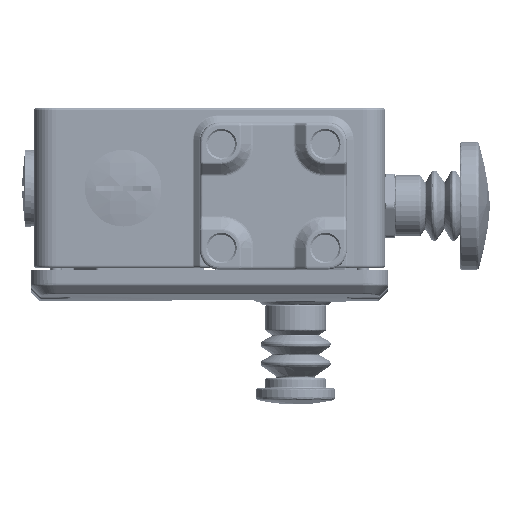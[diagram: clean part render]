
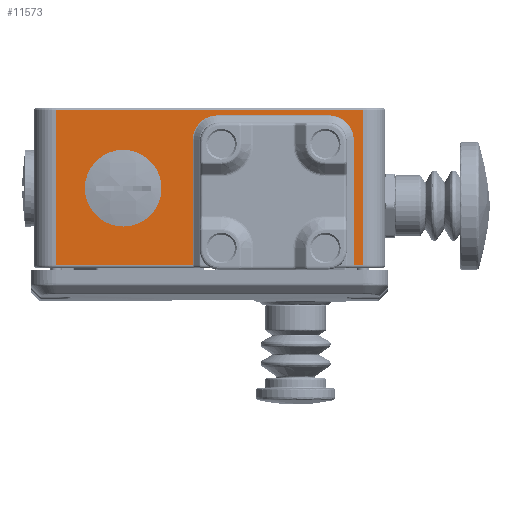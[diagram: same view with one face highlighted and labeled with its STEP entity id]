
A CAD part, left-side view. The second image highlights one B-rep face of the part: STEP entity #11573.
In plain terms, the highlighted face is planar.
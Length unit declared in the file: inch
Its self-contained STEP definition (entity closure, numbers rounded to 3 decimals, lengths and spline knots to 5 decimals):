
#626 = VERTEX_POINT ( 'NONE', #64746 ) ;
#1774 = CIRCLE ( 'NONE', #111252, 0.43307 ) ;
#2694 = ORIENTED_EDGE ( 'NONE', *, *, #113535, .F. ) ;
#3676 = FACE_BOUND ( 'NONE', #6141, .T. ) ;
#5095 = DIRECTION ( 'NONE',  ( 0., 0., -1. ) ) ;
#5166 = DIRECTION ( 'NONE',  ( 0., 1., 0. ) ) ;
#6141 = EDGE_LOOP ( 'NONE', ( #119753, #85540 ) ) ;
#7321 = EDGE_CURVE ( 'NONE', #9804, #62802, #45655, .T. ) ;
#7903 = DIRECTION ( 'NONE',  ( 0., 0., -1. ) ) ;
#9804 = VERTEX_POINT ( 'NONE', #113985 ) ;
#11573 = ADVANCED_FACE ( 'NONE', ( #3676, #60427 ), #48076, .F. ) ;
#14520 = EDGE_CURVE ( 'NONE', #93915, #23308, #114661, .T. ) ;
#17297 = DIRECTION ( 'NONE',  ( 0., 0., -1. ) ) ;
#19319 = DIRECTION ( 'NONE',  ( 1., 0., 0. ) ) ;
#20716 = CARTESIAN_POINT ( 'NONE',  ( 3.93701, 1.94094, 4.05512 ) ) ;
#23308 = VERTEX_POINT ( 'NONE', #23830 ) ;
#23830 = CARTESIAN_POINT ( 'NONE',  ( 3.93701, 0.02756, 0.27559 ) ) ;
#23843 = CARTESIAN_POINT ( 'NONE',  ( 3.93701, 1.94094, 3.94516 ) ) ;
#24458 = EDGE_CURVE ( 'NONE', #40177, #86095, #58619, .T. ) ;
#25280 = CIRCLE ( 'NONE', #48472, 0.30343 ) ;
#25470 = EDGE_CURVE ( 'NONE', #62802, #9804, #1774, .T. ) ;
#26982 = CIRCLE ( 'NONE', #136212, 0.30343 ) ;
#29080 = DIRECTION ( 'NONE',  ( 1., 0., 0. ) ) ;
#29746 = LINE ( 'NONE', #74180, #106649 ) ;
#36796 = DIRECTION ( 'NONE',  ( 0., -1., 0. ) ) ;
#37209 = EDGE_CURVE ( 'NONE', #75163, #93915, #63155, .T. ) ;
#38888 = DIRECTION ( 'NONE',  ( 1., 0., 0. ) ) ;
#40177 = VERTEX_POINT ( 'NONE', #20716 ) ;
#40524 = CARTESIAN_POINT ( 'NONE',  ( 3.93701, 0.3937, 1.96035 ) ) ;
#40558 = CARTESIAN_POINT ( 'NONE',  ( 3.93701, 1.94094, 0. ) ) ;
#41009 = ORIENTED_EDGE ( 'NONE', *, *, #139977, .F. ) ;
#44714 = CARTESIAN_POINT ( 'NONE',  ( 3.93701, 0.3937, 2.26378 ) ) ;
#45655 = CIRCLE ( 'NONE', #110656, 0.43307 ) ;
#48076 = PLANE ( 'NONE',  #64605 ) ;
#48472 = AXIS2_PLACEMENT_3D ( 'NONE', #108088, #19319, #107386 ) ;
#49576 = LINE ( 'NONE', #50997, #135715 ) ;
#50997 = CARTESIAN_POINT ( 'NONE',  ( 3.93701, 0., 4.05512 ) ) ;
#53413 = DIRECTION ( 'NONE',  ( 0., -1., 0. ) ) ;
#54135 = LINE ( 'NONE', #134126, #115630 ) ;
#54609 = CARTESIAN_POINT ( 'NONE',  ( 3.93701, 1.94094, 1.96035 ) ) ;
#57471 = CARTESIAN_POINT ( 'NONE',  ( 3.93701, 0.09027, 3.64173 ) ) ;
#58619 = LINE ( 'NONE', #126246, #122695 ) ;
#60427 = FACE_OUTER_BOUND ( 'NONE', #72369, .T. ) ;
#62802 = VERTEX_POINT ( 'NONE', #124023 ) ;
#62967 = VERTEX_POINT ( 'NONE', #57471 ) ;
#63155 = LINE ( 'NONE', #40558, #102344 ) ;
#63159 = DIRECTION ( 'NONE',  ( 1., 0., 0. ) ) ;
#64605 = AXIS2_PLACEMENT_3D ( 'NONE', #69925, #114290, #5095 ) ;
#64746 = CARTESIAN_POINT ( 'NONE',  ( 3.93701, 0.02756, 4.05512 ) ) ;
#66090 = ORIENTED_EDGE ( 'NONE', *, *, #91528, .F. ) ;
#66666 = CARTESIAN_POINT ( 'NONE',  ( 3.93701, 0.09027, 2.26378 ) ) ;
#67543 = VECTOR ( 'NONE', #124292, 39.37008 ) ;
#69925 = CARTESIAN_POINT ( 'NONE',  ( 3.93701, 0., 0. ) ) ;
#70371 = VECTOR ( 'NONE', #36796, 39.37008 ) ;
#72300 = ORIENTED_EDGE ( 'NONE', *, *, #112029, .F. ) ;
#72369 = EDGE_LOOP ( 'NONE', ( #79940, #72300, #75629, #92416, #41009, #2694, #131987, #66090, #110927, #133375 ) ) ;
#74180 = CARTESIAN_POINT ( 'NONE',  ( 3.93701, 0.09027, 0. ) ) ;
#74546 = CARTESIAN_POINT ( 'NONE',  ( 3.93701, 0.98425, 1.14173 ) ) ;
#75163 = VERTEX_POINT ( 'NONE', #54609 ) ;
#75629 = ORIENTED_EDGE ( 'NONE', *, *, #14520, .F. ) ;
#77636 = LINE ( 'NONE', #98732, #124680 ) ;
#79940 = ORIENTED_EDGE ( 'NONE', *, *, #99277, .F. ) ;
#81172 = DIRECTION ( 'NONE',  ( 0., 0., -1. ) ) ;
#83314 = DIRECTION ( 'NONE',  ( 0., -1., 0. ) ) ;
#84435 = CARTESIAN_POINT ( 'NONE',  ( 3.93701, 0.98425, 1.14173 ) ) ;
#85540 = ORIENTED_EDGE ( 'NONE', *, *, #7321, .F. ) ;
#86095 = VERTEX_POINT ( 'NONE', #23843 ) ;
#91528 = EDGE_CURVE ( 'NONE', #141662, #62967, #25280, .T. ) ;
#92416 = ORIENTED_EDGE ( 'NONE', *, *, #37209, .F. ) ;
#93866 = VERTEX_POINT ( 'NONE', #66666 ) ;
#93915 = VERTEX_POINT ( 'NONE', #119779 ) ;
#98732 = CARTESIAN_POINT ( 'NONE',  ( 3.93701, 0.02756, 4.33071 ) ) ;
#99277 = EDGE_CURVE ( 'NONE', #626, #40177, #49576, .T. ) ;
#102344 = VECTOR ( 'NONE', #104674, 39.37008 ) ;
#104674 = DIRECTION ( 'NONE',  ( 0., 0., -1. ) ) ;
#106649 = VECTOR ( 'NONE', #7903, 39.37008 ) ;
#107386 = DIRECTION ( 'NONE',  ( 0., 1., 0. ) ) ;
#108088 = CARTESIAN_POINT ( 'NONE',  ( 3.93701, 0.3937, 3.64173 ) ) ;
#108580 = EDGE_CURVE ( 'NONE', #62967, #93866, #29746, .T. ) ;
#110656 = AXIS2_PLACEMENT_3D ( 'NONE', #84435, #29080, #117863 ) ;
#110927 = ORIENTED_EDGE ( 'NONE', *, *, #136556, .F. ) ;
#111252 = AXIS2_PLACEMENT_3D ( 'NONE', #74546, #38888, #83314 ) ;
#112029 = EDGE_CURVE ( 'NONE', #23308, #626, #77636, .T. ) ;
#113535 = EDGE_CURVE ( 'NONE', #93866, #119788, #26982, .T. ) ;
#113985 = CARTESIAN_POINT ( 'NONE',  ( 3.93701, 0.55118, 1.14173 ) ) ;
#114290 = DIRECTION ( 'NONE',  ( -1., 0., 0. ) ) ;
#114661 = LINE ( 'NONE', #137211, #70371 ) ;
#115630 = VECTOR ( 'NONE', #53413, 39.37008 ) ;
#117863 = DIRECTION ( 'NONE',  ( 0., -1., 0. ) ) ;
#119753 = ORIENTED_EDGE ( 'NONE', *, *, #25470, .F. ) ;
#119779 = CARTESIAN_POINT ( 'NONE',  ( 3.93701, 1.94094, 0.27559 ) ) ;
#119788 = VERTEX_POINT ( 'NONE', #40524 ) ;
#121416 = LINE ( 'NONE', #122860, #67543 ) ;
#122695 = VECTOR ( 'NONE', #81172, 39.37008 ) ;
#122860 = CARTESIAN_POINT ( 'NONE',  ( 3.93701, 0., 1.96035 ) ) ;
#124023 = CARTESIAN_POINT ( 'NONE',  ( 3.93701, 1.41732, 1.14173 ) ) ;
#124292 = DIRECTION ( 'NONE',  ( 0., 1., 0. ) ) ;
#124680 = VECTOR ( 'NONE', #132216, 39.37008 ) ;
#126246 = CARTESIAN_POINT ( 'NONE',  ( 3.93701, 1.94094, 0. ) ) ;
#131987 = ORIENTED_EDGE ( 'NONE', *, *, #108580, .F. ) ;
#132216 = DIRECTION ( 'NONE',  ( 0., 0., 1. ) ) ;
#133375 = ORIENTED_EDGE ( 'NONE', *, *, #24458, .F. ) ;
#134126 = CARTESIAN_POINT ( 'NONE',  ( 3.93701, 0., 3.94516 ) ) ;
#135715 = VECTOR ( 'NONE', #5166, 39.37008 ) ;
#136212 = AXIS2_PLACEMENT_3D ( 'NONE', #44714, #63159, #17297 ) ;
#136556 = EDGE_CURVE ( 'NONE', #86095, #141662, #54135, .T. ) ;
#137211 = CARTESIAN_POINT ( 'NONE',  ( 3.93701, 0., 0.27559 ) ) ;
#139160 = CARTESIAN_POINT ( 'NONE',  ( 3.93701, 0.3937, 3.94516 ) ) ;
#139977 = EDGE_CURVE ( 'NONE', #119788, #75163, #121416, .T. ) ;
#141662 = VERTEX_POINT ( 'NONE', #139160 ) ;
